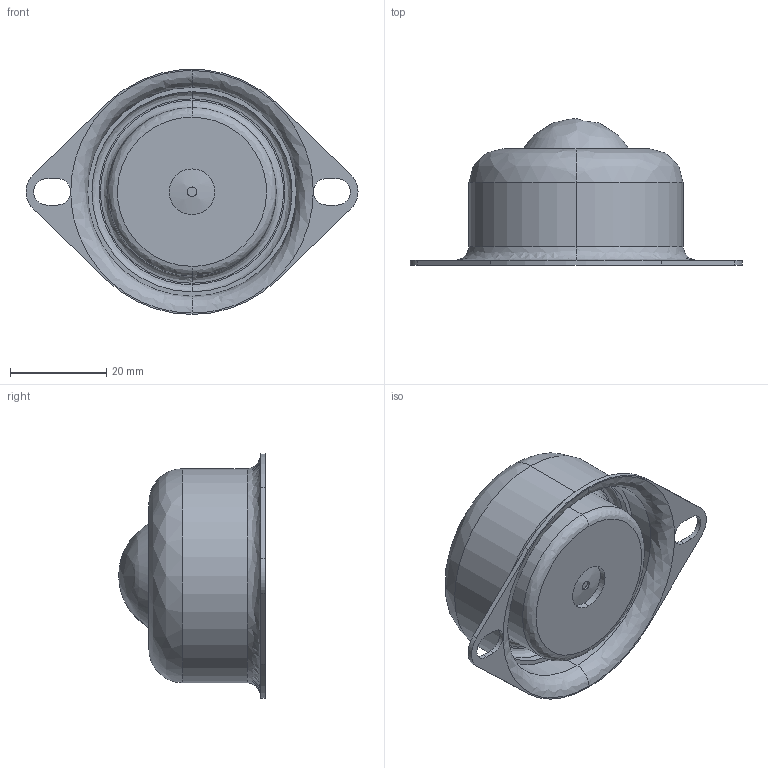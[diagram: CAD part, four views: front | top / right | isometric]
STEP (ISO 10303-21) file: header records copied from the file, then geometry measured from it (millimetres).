
FILE_DESCRIPTION (( 'STEP AP214' ), '1' );
FILE_NAME ('0014741.step', '2020-11-18T10:40:26', ( '' ), ( '' ), 'SwSTEP 2.0', 'SolidWorks 2018', '' );
FILE_SCHEMA (( 'AUTOMOTIVE_DESIGN' ));
Length unit declared in the file: millimetre
Products named in the file (1): 0014741
Bounding box: 69 x 30.5 x 50.91 mm (x, y, z)
Volume: 32293.2 mm3; surface area: 10051.7 mm2
Topology: 1 solids, 1 shells, 53 faces, 123 edges, 78 vertices
Faces by surface type: cylinder 23, plane 16, bspline 14
Entity records: 2712 total; most frequent: CARTESIAN_POINT 1511, ORIENTED_EDGE 246, DIRECTION 239, EDGE_CURVE 123, AXIS2_PLACEMENT_3D 100, VERTEX_POINT 78, EDGE_LOOP 63, CIRCLE 60
